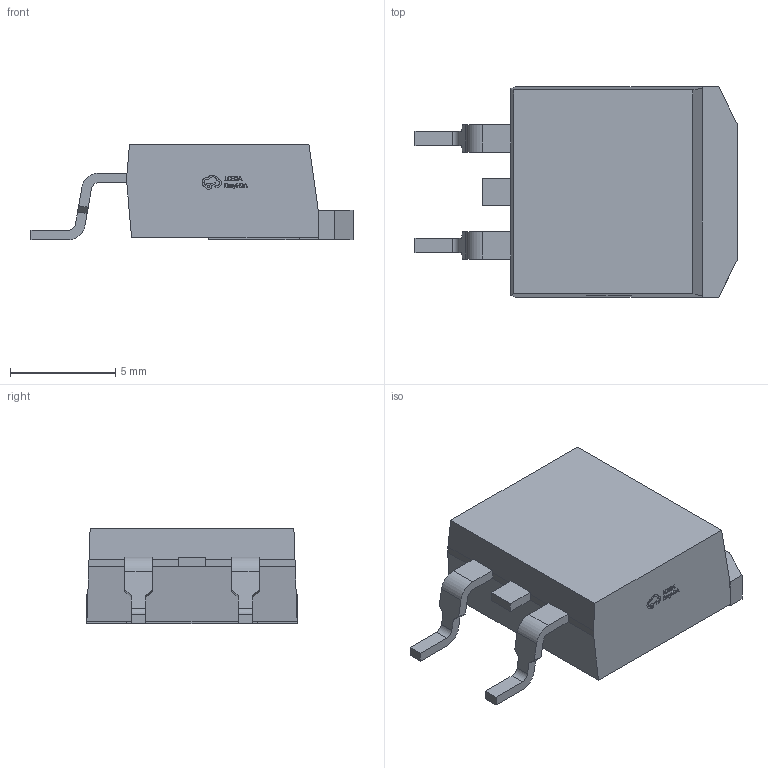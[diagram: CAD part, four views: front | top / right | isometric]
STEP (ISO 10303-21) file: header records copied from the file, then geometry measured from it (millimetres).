
FILE_DESCRIPTION (( 'STEP AP214' ), '1' );
FILE_NAME ('D2PAK_L9.1-W10.0-P2.54-LS15.3-TL.STEP', '2024-10-28T08:21:46', ( '' ), ( '' ), 'SwSTEP 2.0', 'SolidWorks 2021', '' );
FILE_SCHEMA (( 'AUTOMOTIVE_DESIGN' ));
Length unit declared in the file: millimetre
Products named in the file (1): D2PAK_L9.1-W10.0-P2.54-LS15.3-TL
Bounding box: 15.3 x 9.99 x 4.54 mm (x, y, z)
Volume: 417.8 mm3; surface area: 538.4 mm2
Topology: 2 solids, 2 shells, 303 faces, 828 edges, 548 vertices
Faces by surface type: plane 197, bspline 98, cylinder 8
Entity records: 13370 total; most frequent: CARTESIAN_POINT 2986, ORIENTED_EDGE 1656, DIRECTION 1056, EDGE_CURVE 828, VECTOR 612, LINE 612, VERTEX_POINT 548, EDGE_LOOP 322
